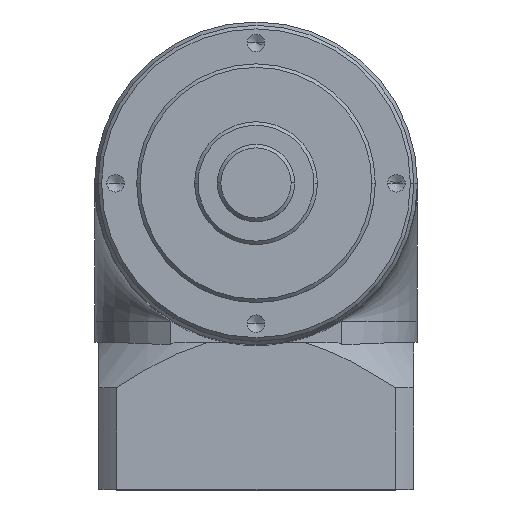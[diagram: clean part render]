
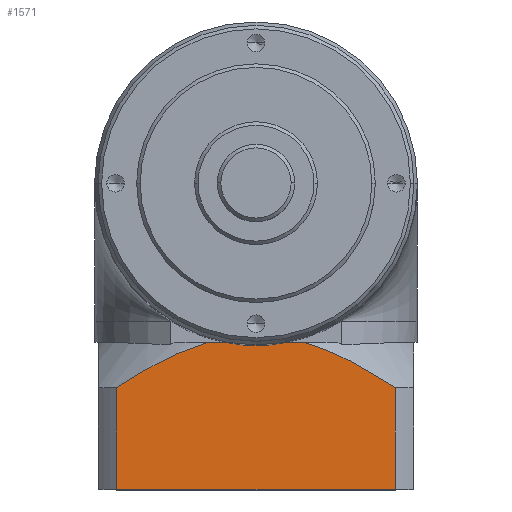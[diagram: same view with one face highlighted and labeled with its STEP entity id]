
A CAD part, top view. The second image highlights one B-rep face of the part: STEP entity #1571.
In plain terms, the highlighted planar face has unit normal (0, 0, 1).
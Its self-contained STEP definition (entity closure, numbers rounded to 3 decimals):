
#20 = CARTESIAN_POINT ( 'NONE',  ( 22.746, -48.38, -5.8 ) ) ;
#249 = ORIENTED_EDGE ( 'NONE', *, *, #2039, .T. ) ;
#270 = CARTESIAN_POINT ( 'NONE',  ( 15.94, -45.685, -5.8 ) ) ;
#338 = CARTESIAN_POINT ( 'NONE',  ( 13.565, -45., -5.8 ) ) ;
#339 = AXIS2_PLACEMENT_3D ( 'NONE', #478, #489, #985 ) ;
#373 = CARTESIAN_POINT ( 'NONE',  ( 39.686, -87., -5.8 ) ) ;
#393 = AXIS2_PLACEMENT_3D ( 'NONE', #558, #827, #841 ) ;
#464 = LINE ( 'NONE', #1105, #2424 ) ;
#478 = CARTESIAN_POINT ( 'NONE',  ( 0., 0., -5.8 ) ) ;
#489 = DIRECTION ( 'NONE',  ( 0., 0., 1. ) ) ;
#548 = LINE ( 'NONE', #2722, #2582 ) ;
#558 = CARTESIAN_POINT ( 'NONE',  ( -45., -87., -5.8 ) ) ;
#570 = CARTESIAN_POINT ( 'NONE',  ( -45., -87., -5.8 ) ) ;
#590 = PLANE ( 'NONE',  #393 ) ;
#607 = VERTEX_POINT ( 'NONE', #1907 ) ;
#617 = DIRECTION ( 'NONE',  ( -1., 0., 0. ) ) ;
#648 = B_SPLINE_CURVE_WITH_KNOTS ( 'NONE', 3,
 ( #1896, #1456, #1448, #1420, #1410, #1386, #1377, #1250, #1240, #1215 ),
 .UNSPECIFIED., .F., .F.,
 ( 4, 2, 2, 2, 4 ),
 ( 0., 0.007, 0.015, 0.022, 0.029 ),
 .UNSPECIFIED. ) ;
#675 = ORIENTED_EDGE ( 'NONE', *, *, #926, .T. ) ;
#774 = CARTESIAN_POINT ( 'NONE',  ( 37.643, -56.648, -5.8 ) ) ;
#797 = EDGE_CURVE ( 'NONE', #1391, #2475, #2620, .T. ) ;
#801 = VECTOR ( 'NONE', #617, 1000. ) ;
#827 = DIRECTION ( 'NONE',  ( 0., 0., -1. ) ) ;
#841 = DIRECTION ( 'NONE',  ( -1., 0., 0. ) ) ;
#926 = EDGE_CURVE ( 'NONE', #607, #2291, #648, .T. ) ;
#985 = DIRECTION ( 'NONE',  ( -1., 0., 0. ) ) ;
#1004 = FACE_OUTER_BOUND ( 'NONE', #3188, .T. ) ;
#1084 = LINE ( 'NONE', #2903, #1783 ) ;
#1105 = CARTESIAN_POINT ( 'NONE',  ( -39.686, -45., -5.8 ) ) ;
#1114 = EDGE_CURVE ( 'NONE', #2368, #1520, #1084, .T. ) ;
#1203 = VECTOR ( 'NONE', #1950, 1000. ) ;
#1215 = CARTESIAN_POINT ( 'NONE',  ( -39.686, -58., -5.8 ) ) ;
#1240 = CARTESIAN_POINT ( 'NONE',  ( -37.644, -56.649, -5.8 ) ) ;
#1250 = CARTESIAN_POINT ( 'NONE',  ( -35.574, -55.338, -5.8 ) ) ;
#1282 = CARTESIAN_POINT ( 'NONE',  ( 31.39, -52.841, -5.8 ) ) ;
#1377 = CARTESIAN_POINT ( 'NONE',  ( -31.379, -52.834, -5.8 ) ) ;
#1386 = CARTESIAN_POINT ( 'NONE',  ( -29.253, -51.641, -5.8 ) ) ;
#1391 = VERTEX_POINT ( 'NONE', #2781 ) ;
#1407 = CARTESIAN_POINT ( 'NONE',  ( 39.686, -45., -5.8 ) ) ;
#1410 = CARTESIAN_POINT ( 'NONE',  ( -24.929, -49.41, -5.8 ) ) ;
#1420 = CARTESIAN_POINT ( 'NONE',  ( -22.729, -48.373, -5.8 ) ) ;
#1448 = CARTESIAN_POINT ( 'NONE',  ( -18.231, -46.509, -5.8 ) ) ;
#1456 = CARTESIAN_POINT ( 'NONE',  ( -15.932, -45.683, -5.8 ) ) ;
#1507 = ORIENTED_EDGE ( 'NONE', *, *, #797, .F. ) ;
#1520 = VERTEX_POINT ( 'NONE', #1548 ) ;
#1548 = CARTESIAN_POINT ( 'NONE',  ( 9.539, -45., -5.8 ) ) ;
#1552 = CARTESIAN_POINT ( 'NONE',  ( 24.945, -49.418, -5.8 ) ) ;
#1558 = B_SPLINE_CURVE_WITH_KNOTS ( 'NONE', 3,
 ( #2544, #774, #2785, #1282, #3041, #1552, #20, #1821, #270, #2082 ),
 .UNSPECIFIED., .F., .F.,
 ( 4, 2, 2, 2, 4 ),
 ( 0., 0.007, 0.015, 0.022, 0.029 ),
 .UNSPECIFIED. ) ;
#1571 = ADVANCED_FACE ( 'NONE', ( #1004 ), #590, .F. ) ;
#1590 = ORIENTED_EDGE ( 'NONE', *, *, #1904, .F. ) ;
#1780 = EDGE_CURVE ( 'NONE', #2361, #1520, #3047, .T. ) ;
#1783 = VECTOR ( 'NONE', #2154, 1000. ) ;
#1821 = CARTESIAN_POINT ( 'NONE',  ( 18.243, -46.514, -5.8 ) ) ;
#1876 = CARTESIAN_POINT ( 'NONE',  ( -9.539, -45., -5.8 ) ) ;
#1896 = CARTESIAN_POINT ( 'NONE',  ( -13.565, -45., -5.8 ) ) ;
#1904 = EDGE_CURVE ( 'NONE', #2475, #2156, #2170, .T. ) ;
#1907 = CARTESIAN_POINT ( 'NONE',  ( -13.565, -45., -5.8 ) ) ;
#1950 = DIRECTION ( 'NONE',  ( 0., -1., 0. ) ) ;
#2012 = DIRECTION ( 'NONE',  ( -1., 0., 0. ) ) ;
#2039 = EDGE_CURVE ( 'NONE', #2361, #607, #548, .T. ) ;
#2082 = CARTESIAN_POINT ( 'NONE',  ( 13.565, -45., -5.8 ) ) ;
#2154 = DIRECTION ( 'NONE',  ( -1., 0., 0. ) ) ;
#2156 = VERTEX_POINT ( 'NONE', #3013 ) ;
#2170 = LINE ( 'NONE', #570, #801 ) ;
#2291 = VERTEX_POINT ( 'NONE', #2346 ) ;
#2346 = CARTESIAN_POINT ( 'NONE',  ( -39.686, -58., -5.8 ) ) ;
#2361 = VERTEX_POINT ( 'NONE', #1876 ) ;
#2368 = VERTEX_POINT ( 'NONE', #338 ) ;
#2424 = VECTOR ( 'NONE', #2613, 1000. ) ;
#2475 = VERTEX_POINT ( 'NONE', #373 ) ;
#2478 = ORIENTED_EDGE ( 'NONE', *, *, #1114, .T. ) ;
#2486 = ORIENTED_EDGE ( 'NONE', *, *, #2949, .T. ) ;
#2544 = CARTESIAN_POINT ( 'NONE',  ( 39.686, -58., -5.8 ) ) ;
#2582 = VECTOR ( 'NONE', #2012, 1000. ) ;
#2613 = DIRECTION ( 'NONE',  ( 0., -1., 0. ) ) ;
#2620 = LINE ( 'NONE', #1407, #1203 ) ;
#2722 = CARTESIAN_POINT ( 'NONE',  ( -45., -45., -5.8 ) ) ;
#2781 = CARTESIAN_POINT ( 'NONE',  ( 39.686, -58., -5.8 ) ) ;
#2785 = CARTESIAN_POINT ( 'NONE',  ( 35.578, -55.341, -5.8 ) ) ;
#2827 = EDGE_CURVE ( 'NONE', #1391, #2368, #1558, .T. ) ;
#2903 = CARTESIAN_POINT ( 'NONE',  ( -45., -45., -5.8 ) ) ;
#2949 = EDGE_CURVE ( 'NONE', #2291, #2156, #464, .T. ) ;
#3004 = ORIENTED_EDGE ( 'NONE', *, *, #1780, .F. ) ;
#3013 = CARTESIAN_POINT ( 'NONE',  ( -39.686, -87., -5.8 ) ) ;
#3041 = CARTESIAN_POINT ( 'NONE',  ( 29.268, -51.648, -5.8 ) ) ;
#3047 = CIRCLE ( 'NONE', #339, 46. ) ;
#3176 = ORIENTED_EDGE ( 'NONE', *, *, #2827, .T. ) ;
#3188 = EDGE_LOOP ( 'NONE', ( #249, #675, #2486, #1590, #1507, #3176, #2478, #3004 ) ) ;
